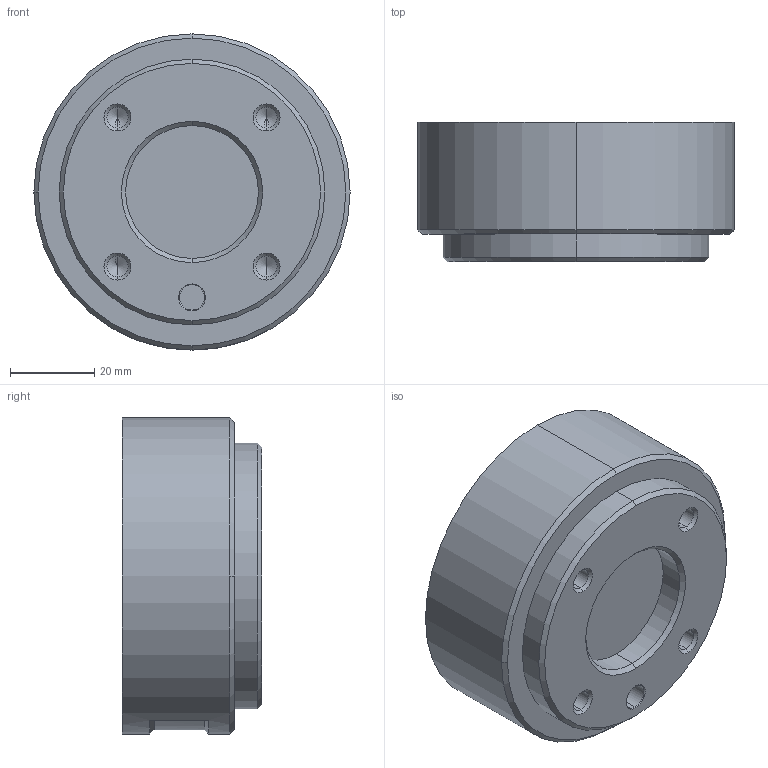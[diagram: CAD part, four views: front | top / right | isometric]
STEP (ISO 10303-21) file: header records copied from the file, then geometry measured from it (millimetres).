
FILE_DESCRIPTION (( 'STEP AP203' ), '1' );
FILE_NAME ('31008_Default_sldprt.STEP', '2025-12-17T08:34:02', ( '' ), ( '' ), 'SwSTEP 2.0', 'SolidWorks 2020', '' );
FILE_SCHEMA (( 'CONFIG_CONTROL_DESIGN' ));
Length unit declared in the file: centimetre
Products named in the file (1): 31008_Default_sldprt
Bounding box: 75 x 33 x 75 mm (x, y, z)
Volume: 130146.4 mm3; surface area: 18107.9 mm2
Topology: 1 solids, 6 shells, 102 faces, 216 edges, 120 vertices
Faces by surface type: cone 48, cylinder 37, plane 17
Entity records: 2670 total; most frequent: DIRECTION 505, CARTESIAN_POINT 435, ORIENTED_EDGE 396, AXIS2_PLACEMENT_3D 210, EDGE_CURVE 198, VERTEX_POINT 120, EDGE_LOOP 114, CIRCLE 107
